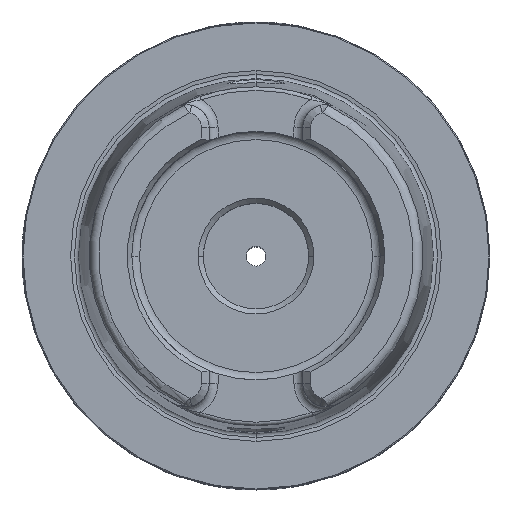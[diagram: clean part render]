
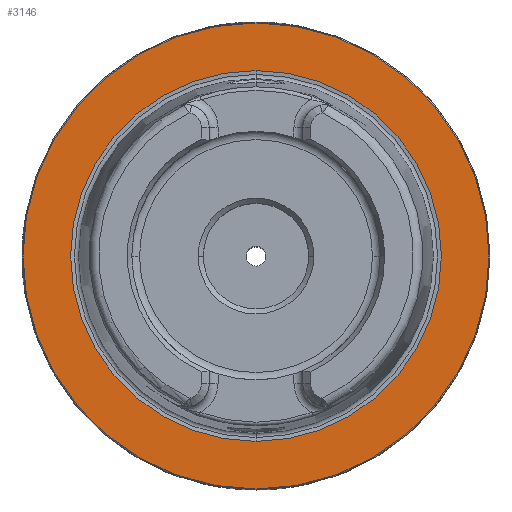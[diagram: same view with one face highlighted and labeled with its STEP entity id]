
A CAD part, top view. The second image highlights one B-rep face of the part: STEP entity #3146.
In plain terms, the highlighted planar face has unit normal (0, 0, 1).
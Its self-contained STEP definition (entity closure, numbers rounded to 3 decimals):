
#289 = AXIS2_PLACEMENT_3D ( 'NONE', #6085, #4609, #1585 ) ;
#421 = DIRECTION ( 'NONE',  ( 0., 1., 0. ) ) ;
#550 = DIRECTION ( 'NONE',  ( 0., 0., -1. ) ) ;
#800 = DIRECTION ( 'NONE',  ( 0., -1., 0. ) ) ;
#838 = DIRECTION ( 'NONE',  ( 0., 0., 1. ) ) ;
#920 = CARTESIAN_POINT ( 'NONE',  ( 0., 39.59, 0. ) ) ;
#1188 = VERTEX_POINT ( 'NONE', #920 ) ;
#1585 = DIRECTION ( 'NONE',  ( 0., 1., 0. ) ) ;
#2031 = DIRECTION ( 'NONE',  ( 0., -1., 0. ) ) ;
#2042 = DIRECTION ( 'NONE',  ( 0., 0., 1. ) ) ;
#2078 = CARTESIAN_POINT ( 'NONE',  ( 0., 49.965, 0. ) ) ;
#2121 = EDGE_CURVE ( 'NONE', #4057, #1188, #5987, .T. ) ;
#2317 = PLANE ( 'NONE',  #10541 ) ;
#2529 = CARTESIAN_POINT ( 'NONE',  ( 0., 49.765, 0. ) ) ;
#2807 = CARTESIAN_POINT ( 'NONE',  ( 0., 0., 0. ) ) ;
#3089 = CARTESIAN_POINT ( 'NONE',  ( 0., 0., 0. ) ) ;
#3096 = ORIENTED_EDGE ( 'NONE', *, *, #5212, .T. ) ;
#3146 = ADVANCED_FACE ( 'NONE', ( #3580, #3506 ), #2317, .T. ) ;
#3430 = CIRCLE ( 'NONE', #5902, 49.765 ) ;
#3506 = FACE_BOUND ( 'NONE', #9395, .T. ) ;
#3580 = FACE_OUTER_BOUND ( 'NONE', #9438, .T. ) ;
#4057 = VERTEX_POINT ( 'NONE', #5330 ) ;
#4609 = DIRECTION ( 'NONE',  ( 0., 0., -1. ) ) ;
#4819 = ORIENTED_EDGE ( 'NONE', *, *, #2121, .T. ) ;
#5086 = EDGE_CURVE ( 'NONE', #9962, #11336, #8893, .T. ) ;
#5212 = EDGE_CURVE ( 'NONE', #1188, #4057, #8639, .T. ) ;
#5330 = CARTESIAN_POINT ( 'NONE',  ( 0., -39.59, 0. ) ) ;
#5902 = AXIS2_PLACEMENT_3D ( 'NONE', #8048, #8044, #8028 ) ;
#5987 = CIRCLE ( 'NONE', #289, 39.59 ) ;
#6085 = CARTESIAN_POINT ( 'NONE',  ( 0., 0., 0. ) ) ;
#7024 = CARTESIAN_POINT ( 'NONE',  ( 0., -49.765, 0. ) ) ;
#7988 = EDGE_CURVE ( 'NONE', #11336, #9962, #3430, .T. ) ;
#8028 = DIRECTION ( 'NONE',  ( 0., -1., 0. ) ) ;
#8044 = DIRECTION ( 'NONE',  ( 0., 0., 1. ) ) ;
#8048 = CARTESIAN_POINT ( 'NONE',  ( 0., 0., 0. ) ) ;
#8465 = AXIS2_PLACEMENT_3D ( 'NONE', #2807, #550, #421 ) ;
#8616 = AXIS2_PLACEMENT_3D ( 'NONE', #3089, #838, #800 ) ;
#8639 = CIRCLE ( 'NONE', #8465, 39.59 ) ;
#8893 = CIRCLE ( 'NONE', #8616, 49.765 ) ;
#9395 = EDGE_LOOP ( 'NONE', ( #4819, #3096 ) ) ;
#9438 = EDGE_LOOP ( 'NONE', ( #10805, #10445 ) ) ;
#9962 = VERTEX_POINT ( 'NONE', #2529 ) ;
#10445 = ORIENTED_EDGE ( 'NONE', *, *, #5086, .T. ) ;
#10541 = AXIS2_PLACEMENT_3D ( 'NONE', #2078, #2042, #2031 ) ;
#10805 = ORIENTED_EDGE ( 'NONE', *, *, #7988, .T. ) ;
#11336 = VERTEX_POINT ( 'NONE', #7024 ) ;
